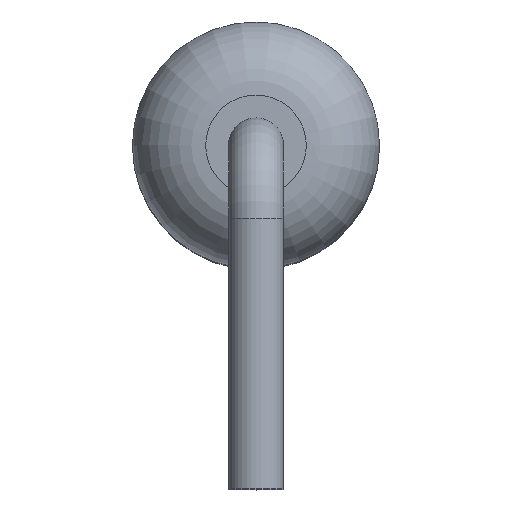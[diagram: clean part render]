
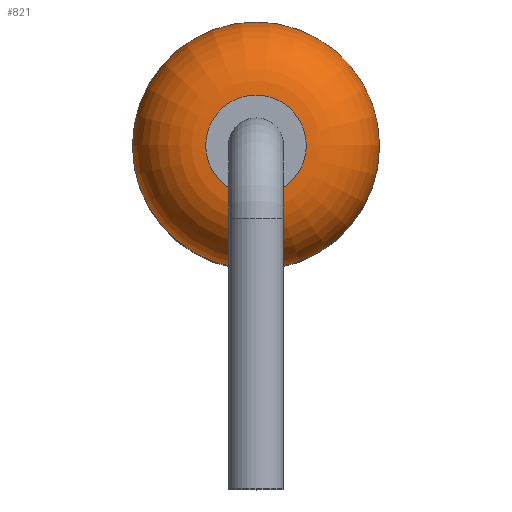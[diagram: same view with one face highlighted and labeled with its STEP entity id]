
A CAD part, top view. The second image highlights one B-rep face of the part: STEP entity #821.
In plain terms, the highlighted toroidal (fillet/blend) face has major radius 0.55 mm and minor radius 0.8 mm.
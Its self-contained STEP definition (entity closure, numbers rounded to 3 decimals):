
#72 = FACE_OUTER_BOUND ( 'NONE', #766, .T. ) ;
#263 = VERTEX_POINT ( 'NONE', #1970 ) ;
#742 = DIRECTION ( 'NONE',  ( 1., 0., 0. ) ) ;
#766 = EDGE_LOOP ( 'NONE', ( #1717 ) ) ;
#815 = ORIENTED_EDGE ( 'NONE', *, *, #4053, .F. ) ;
#821 = ADVANCED_FACE ( 'NONE', ( #2851, #72 ), #4345, .T. ) ;
#911 = VERTEX_POINT ( 'NONE', #1677 ) ;
#1075 = DIRECTION ( 'NONE',  ( 0., 0., 1. ) ) ;
#1338 = EDGE_CURVE ( 'NONE', #911, #911, #3941, .T. ) ;
#1415 = CARTESIAN_POINT ( 'NONE',  ( 0., 0., 3.8 ) ) ;
#1521 = CARTESIAN_POINT ( 'NONE',  ( 0., 0., 3. ) ) ;
#1623 = DIRECTION ( 'NONE',  ( 1., 0., 0. ) ) ;
#1677 = CARTESIAN_POINT ( 'NONE',  ( 0.55, 0., 3.8 ) ) ;
#1696 = EDGE_LOOP ( 'NONE', ( #815 ) ) ;
#1717 = ORIENTED_EDGE ( 'NONE', *, *, #1338, .F. ) ;
#1791 = AXIS2_PLACEMENT_3D ( 'NONE', #1521, #3954, #4018 ) ;
#1970 = CARTESIAN_POINT ( 'NONE',  ( 1.35, 0., 3. ) ) ;
#2154 = AXIS2_PLACEMENT_3D ( 'NONE', #3228, #3613, #1623 ) ;
#2851 = FACE_OUTER_BOUND ( 'NONE', #1696, .T. ) ;
#3123 = AXIS2_PLACEMENT_3D ( 'NONE', #1415, #1075, #742 ) ;
#3228 = CARTESIAN_POINT ( 'NONE',  ( 0., 0., 3. ) ) ;
#3613 = DIRECTION ( 'NONE',  ( 0., 0., 1. ) ) ;
#3941 = CIRCLE ( 'NONE', #3123, 0.55 ) ;
#3954 = DIRECTION ( 'NONE',  ( 0., 0., -1. ) ) ;
#4018 = DIRECTION ( 'NONE',  ( 1., 0., 0. ) ) ;
#4053 = EDGE_CURVE ( 'NONE', #263, #263, #4411, .T. ) ;
#4345 = TOROIDAL_SURFACE ( 'NONE', #2154, 0.55, 0.8 ) ;
#4411 = CIRCLE ( 'NONE', #1791, 1.35 ) ;
